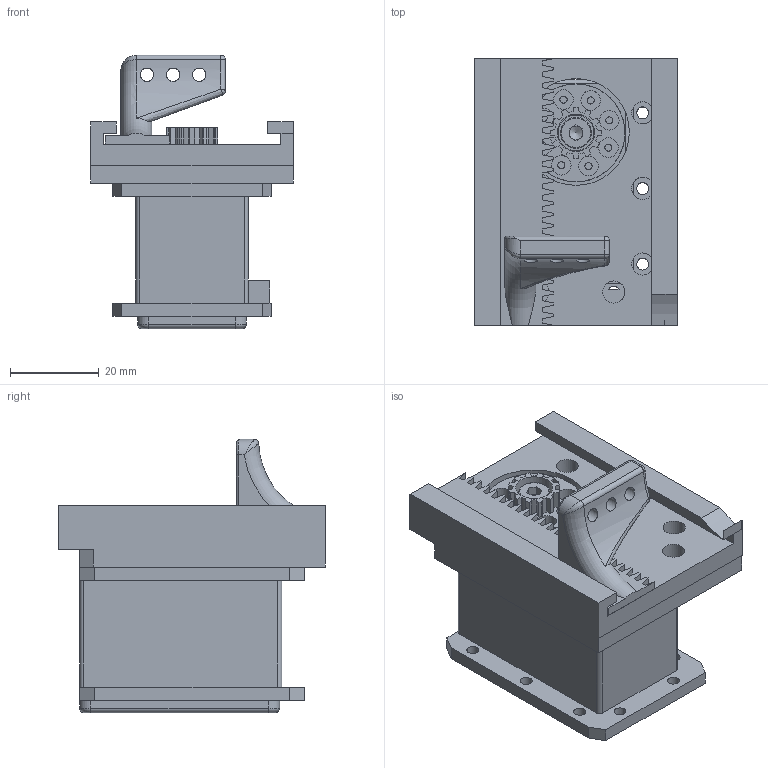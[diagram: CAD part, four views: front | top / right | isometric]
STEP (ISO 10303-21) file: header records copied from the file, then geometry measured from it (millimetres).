
FILE_DESCRIPTION(/* description */ (''),/* implementation_level */ '2;1');
FILE_NAME(/* name */ 'a6305354-8614-4807-8d4c-4a5e19459f1b.stp',/* time_stamp */ '2018-04-09T14:05:27+00:00',/* author */ (''),/* organization */ (''),/* preprocessor_version */ 'ST-DEVELOPER v17',/* originating_system */ 'Autodesk Translation Framework v7.1.0.215',/* authorisation */ '');
FILE_SCHEMA (('AUTOMOTIVE_DESIGN { 1 0 10303 214 3 1 1 }'));
Length unit declared in the file: millimetre
Products named in the file (8): Grabber_Assy; RX28; Dynamixel__RX_28M; Horn_DynamixelServo; socket head cap screw_iso_ISO 4762 M4 x 6 --- 6N; Component1; Component2; Component3
Assembly tree (7 placements, depth 3):
  Grabber_Assy
    RX28
      Dynamixel__RX_28M
      Horn_DynamixelServo
      socket head cap screw_iso_ISO 4762 M4 x 6 --- 6N
    Component1
    Component2
    Component3
Bounding box: 45.6 x 60 x 61.5 mm (x, y, z)
Volume: 66955.9 mm3; surface area: 26156.3 mm2
Topology: 6 solids, 6 shells, 409 faces, 1254 edges, 867 vertices
Faces by surface type: plane 267, cylinder 121, torus 13, sphere 4, cone 2, bspline 2
Full cylindrical faces by diameter (mm): 1.6 x16, 2 x2, 2.7 x22, 3 x3, 4 x1, 4.4 x8, 5 x8, 7 x1, 8 x1, 8.4 x1, 22 x2, 24 x1
Entity records: 15303 total; most frequent: CARTESIAN_POINT 3285, ORIENTED_EDGE 2504, DIRECTION 2399, EDGE_CURVE 1252, VERTEX_POINT 867, LINE 855, VECTOR 855, AXIS2_PLACEMENT_3D 772
